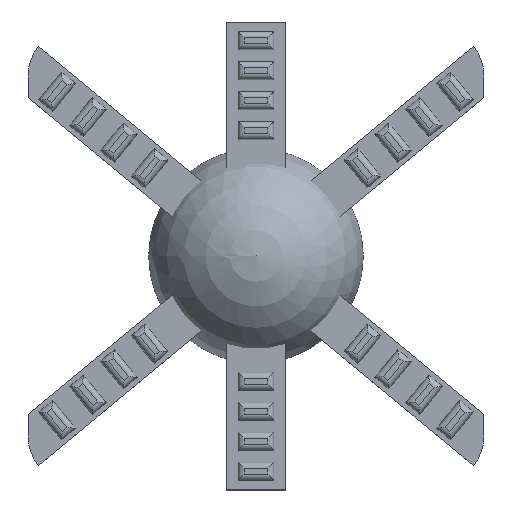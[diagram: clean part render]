
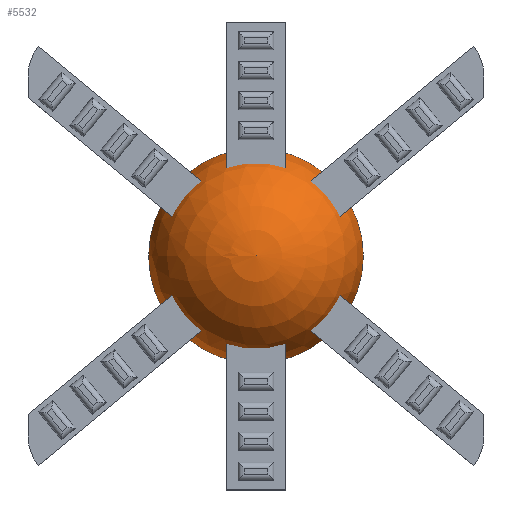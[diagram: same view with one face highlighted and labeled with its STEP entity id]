
A CAD part, top view. The second image highlights one B-rep face of the part: STEP entity #5532.
In plain terms, the highlighted spherical face has radius 22.86 mm.
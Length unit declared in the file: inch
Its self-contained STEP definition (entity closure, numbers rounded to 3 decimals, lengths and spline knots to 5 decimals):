
#13=SPHERICAL_SURFACE('',#5976,0.9);
#490=FACE_OUTER_BOUND('',#853,.T.);
#853=EDGE_LOOP('',(#4200,#4201,#4202));
#1190=CIRCLE('',#5975,0.89443);
#1191=CIRCLE('',#5977,0.9);
#2528=VERTEX_POINT('',#8677);
#2529=VERTEX_POINT('',#8680);
#3123=EDGE_CURVE('',#2528,#2528,#1190,.T.);
#3124=EDGE_CURVE('',#2529,#2528,#1191,.T.);
#4200=ORIENTED_EDGE('',*,*,#3123,.T.);
#4201=ORIENTED_EDGE('',*,*,#3124,.F.);
#4202=ORIENTED_EDGE('',*,*,#3124,.T.);
#5532=ADVANCED_FACE('',(#490),#13,.T.);
#5975=AXIS2_PLACEMENT_3D('',#8678,#6977,#6978);
#5976=AXIS2_PLACEMENT_3D('',#8679,#6979,#6980);
#5977=AXIS2_PLACEMENT_3D('',#8681,#6981,#6982);
#6977=DIRECTION('center_axis',(0.,0.,1.));
#6978=DIRECTION('ref_axis',(0.,1.,0.));
#6979=DIRECTION('center_axis',(0.,0.,1.));
#6980=DIRECTION('ref_axis',(1.,0.,0.));
#6981=DIRECTION('center_axis',(0.,-1.,0.));
#6982=DIRECTION('ref_axis',(-1.,0.,0.));
#8677=CARTESIAN_POINT('',(-0.89443,0.,0.));
#8678=CARTESIAN_POINT('Origin',(0.,0.,0.));
#8679=CARTESIAN_POINT('Origin',(0.,0.,-0.1));
#8680=CARTESIAN_POINT('',(0.,0.,0.8));
#8681=CARTESIAN_POINT('Origin',(0.,0.,-0.1));
